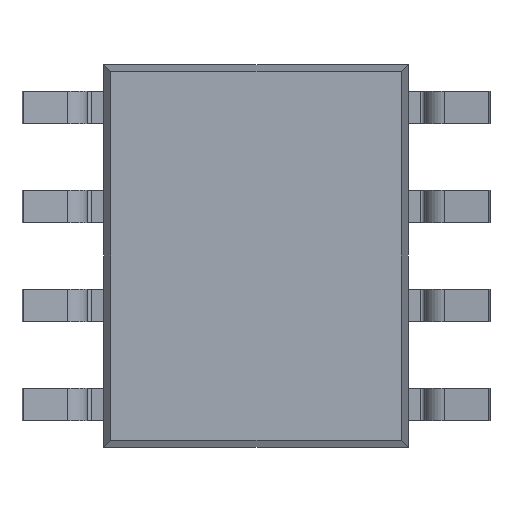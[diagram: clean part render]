
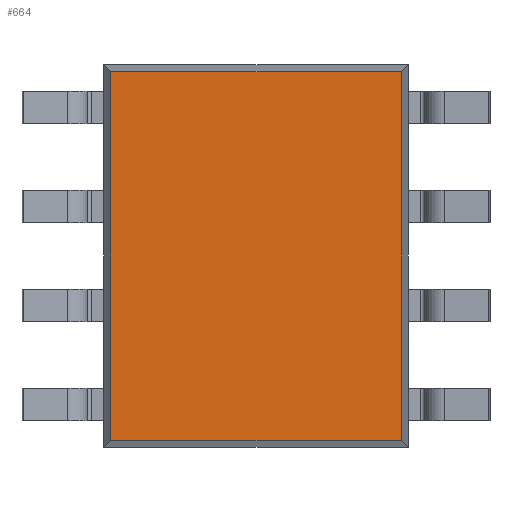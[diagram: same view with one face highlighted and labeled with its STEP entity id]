
A CAD part, front view. The second image highlights one B-rep face of the part: STEP entity #664.
In plain terms, the highlighted planar face has unit normal (0, -1, 0).
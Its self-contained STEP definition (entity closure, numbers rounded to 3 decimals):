
#87 = EDGE_CURVE ( 'NONE', #2006, #1242, #2232, .T. ) ;
#161 = LINE ( 'NONE', #2263, #517 ) ;
#340 = VERTEX_POINT ( 'NONE', #1919 ) ;
#394 = EDGE_CURVE ( 'NONE', #860, #340, #2521, .T. ) ;
#517 = VECTOR ( 'NONE', #1800, 1000. ) ;
#520 = EDGE_CURVE ( 'NONE', #340, #2006, #161, .T. ) ;
#664 = ADVANCED_FACE ( 'NONE', ( #2742 ), #1299, .F. ) ;
#860 = VERTEX_POINT ( 'NONE', #1019 ) ;
#873 = ORIENTED_EDGE ( 'NONE', *, *, #3868, .T. ) ;
#887 = VECTOR ( 'NONE', #1325, 1000. ) ;
#962 = CARTESIAN_POINT ( 'NONE',  ( 0., 0.25, 0. ) ) ;
#1019 = CARTESIAN_POINT ( 'NONE',  ( -1.86, 0.25, 2.36 ) ) ;
#1104 = LINE ( 'NONE', #1446, #2702 ) ;
#1234 = DIRECTION ( 'NONE',  ( 0., 1., 0. ) ) ;
#1242 = VERTEX_POINT ( 'NONE', #3157 ) ;
#1299 = PLANE ( 'NONE',  #2782 ) ;
#1325 = DIRECTION ( 'NONE',  ( 0., 0., -1. ) ) ;
#1366 = DIRECTION ( 'NONE',  ( -1., 0., 0. ) ) ;
#1446 = CARTESIAN_POINT ( 'NONE',  ( -1.95, 0.25, 2.36 ) ) ;
#1800 = DIRECTION ( 'NONE',  ( 1., 0., 0. ) ) ;
#1919 = CARTESIAN_POINT ( 'NONE',  ( -1.86, 0.25, -2.36 ) ) ;
#1988 = CARTESIAN_POINT ( 'NONE',  ( 1.86, 0.25, -2.36 ) ) ;
#2006 = VERTEX_POINT ( 'NONE', #1988 ) ;
#2232 = LINE ( 'NONE', #3776, #3800 ) ;
#2263 = CARTESIAN_POINT ( 'NONE',  ( 1.95, 0.25, -2.36 ) ) ;
#2380 = EDGE_LOOP ( 'NONE', ( #3705, #3376, #2990, #873 ) ) ;
#2491 = DIRECTION ( 'NONE',  ( 0., 0., 1. ) ) ;
#2496 = DIRECTION ( 'NONE',  ( 0., 0., 1. ) ) ;
#2521 = LINE ( 'NONE', #2557, #887 ) ;
#2557 = CARTESIAN_POINT ( 'NONE',  ( -1.86, 0.25, -2.45 ) ) ;
#2702 = VECTOR ( 'NONE', #1366, 1000. ) ;
#2742 = FACE_OUTER_BOUND ( 'NONE', #2380, .T. ) ;
#2782 = AXIS2_PLACEMENT_3D ( 'NONE', #962, #1234, #2496 ) ;
#2990 = ORIENTED_EDGE ( 'NONE', *, *, #87, .T. ) ;
#3157 = CARTESIAN_POINT ( 'NONE',  ( 1.86, 0.25, 2.36 ) ) ;
#3376 = ORIENTED_EDGE ( 'NONE', *, *, #520, .T. ) ;
#3705 = ORIENTED_EDGE ( 'NONE', *, *, #394, .T. ) ;
#3776 = CARTESIAN_POINT ( 'NONE',  ( 1.86, 0.25, 2.45 ) ) ;
#3800 = VECTOR ( 'NONE', #2491, 1000. ) ;
#3868 = EDGE_CURVE ( 'NONE', #1242, #860, #1104, .T. ) ;
